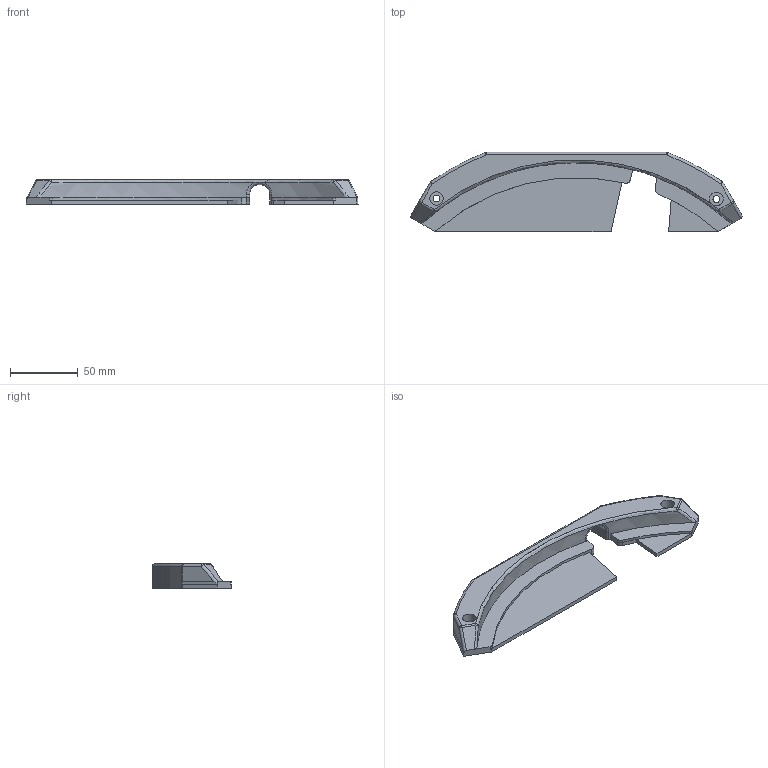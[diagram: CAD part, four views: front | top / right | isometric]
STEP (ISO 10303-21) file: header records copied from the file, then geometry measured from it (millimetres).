
FILE_DESCRIPTION(/* description */ (''),/* implementation_level */ '2;1');
FILE_NAME(/* name */ 'Delta Bed Holder wire guide 15mm.stp',/* time_stamp */ '2019-09-13T06:58:42-04:00',/* author */ ('elect'),/* organization */ (''),/* preprocessor_version */ 'ST-DEVELOPER v16.13',/* originating_system */ 'Autodesk Inventor 2018',/* authorisation */ '');
FILE_SCHEMA (('AUTOMOTIVE_DESIGN { 1 0 10303 214 3 1 1 }'));
Length unit declared in the file: millimetre
Products named in the file (1): Delta Bed Holder wire guide 15mm
Bounding box: 245.28 x 58.65 x 18 mm (x, y, z)
Volume: 89785 mm3; surface area: 31927.9 mm2
Topology: 1 solids, 1 shells, 85 faces, 215 edges, 133 vertices
Faces by surface type: plane 37, cylinder 33, sphere 8, torus 4, bspline 3
Full cylindrical faces by diameter (mm): 5 x2, 10 x2
Entity records: 2709 total; most frequent: CARTESIAN_POINT 606, DIRECTION 458, ORIENTED_EDGE 416, EDGE_CURVE 208, AXIS2_PLACEMENT_3D 175, VERTEX_POINT 130, LINE 108, VECTOR 108
